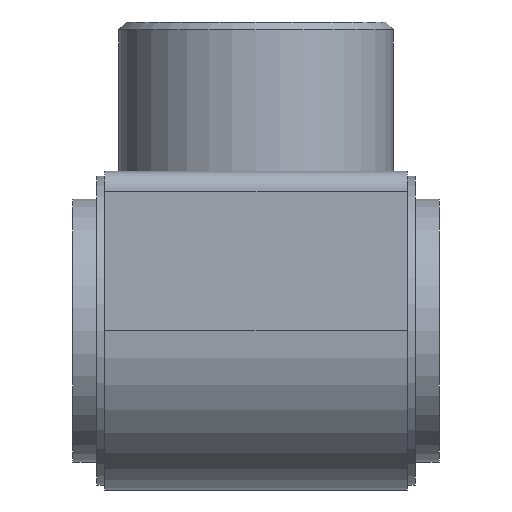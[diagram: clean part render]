
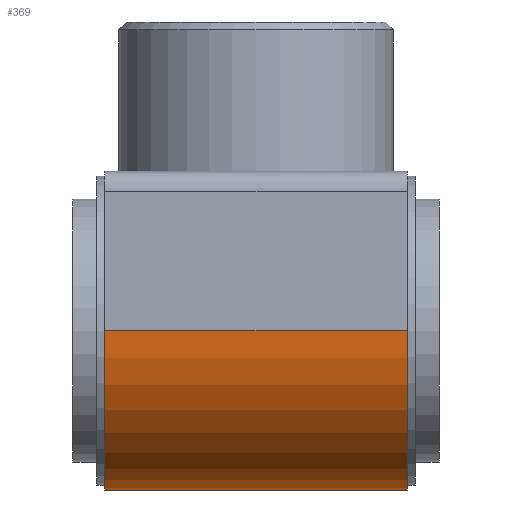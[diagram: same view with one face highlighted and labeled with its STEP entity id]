
A CAD part, left-side view. The second image highlights one B-rep face of the part: STEP entity #369.
In plain terms, the highlighted cylindrical face has radius 8 mm (diameter 16 mm), a partial arc.
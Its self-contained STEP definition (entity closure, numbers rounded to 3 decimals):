
#37=CYLINDRICAL_SURFACE('',#429,8.);
#50=LINE('',#638,#62);
#57=LINE('',#662,#69);
#62=VECTOR('',#485,1000.);
#69=VECTOR('',#510,1000.);
#108=ORIENTED_EDGE('',*,*,#182,.T.);
#109=ORIENTED_EDGE('',*,*,#168,.F.);
#110=ORIENTED_EDGE('',*,*,#183,.F.);
#111=ORIENTED_EDGE('',*,*,#180,.T.);
#168=EDGE_CURVE('',#207,#204,#50,.T.);
#180=EDGE_CURVE('',#216,#215,#57,.T.);
#182=EDGE_CURVE('',#215,#204,#241,.T.);
#183=EDGE_CURVE('',#216,#207,#242,.T.);
#204=VERTEX_POINT('',#632);
#207=VERTEX_POINT('',#637);
#215=VERTEX_POINT('',#661);
#216=VERTEX_POINT('',#663);
#241=CIRCLE('',#430,8.);
#242=CIRCLE('',#431,8.);
#269=EDGE_LOOP('',(#108,#109,#110,#111));
#319=FACE_BOUND('',#269,.T.);
#369=ADVANCED_FACE('',(#319),#37,.T.);
#429=AXIS2_PLACEMENT_3D('',#665,#512,#513);
#430=AXIS2_PLACEMENT_3D('',#666,#514,#515);
#431=AXIS2_PLACEMENT_3D('',#667,#516,#517);
#485=DIRECTION('',(0.,-1.,0.));
#510=DIRECTION('',(0.,-1.,0.));
#512=DIRECTION('',(0.,-1.,0.));
#513=DIRECTION('',(0.,0.,-1.));
#514=DIRECTION('',(0.,1.,0.));
#515=DIRECTION('',(1.,0.,0.));
#516=DIRECTION('',(0.,1.,0.));
#517=DIRECTION('',(1.,0.,0.));
#632=CARTESIAN_POINT('',(-8.,-7.6,0.));
#637=CARTESIAN_POINT('',(-8.,7.6,0.));
#638=CARTESIAN_POINT('',(-8.,7.6,0.));
#661=CARTESIAN_POINT('',(8.,-7.6,0.));
#662=CARTESIAN_POINT('',(8.,7.6,0.));
#663=CARTESIAN_POINT('',(8.,7.6,0.));
#665=CARTESIAN_POINT('',(0.,7.6,0.));
#666=CARTESIAN_POINT('',(0.,-7.6,0.));
#667=CARTESIAN_POINT('',(0.,7.6,0.));
